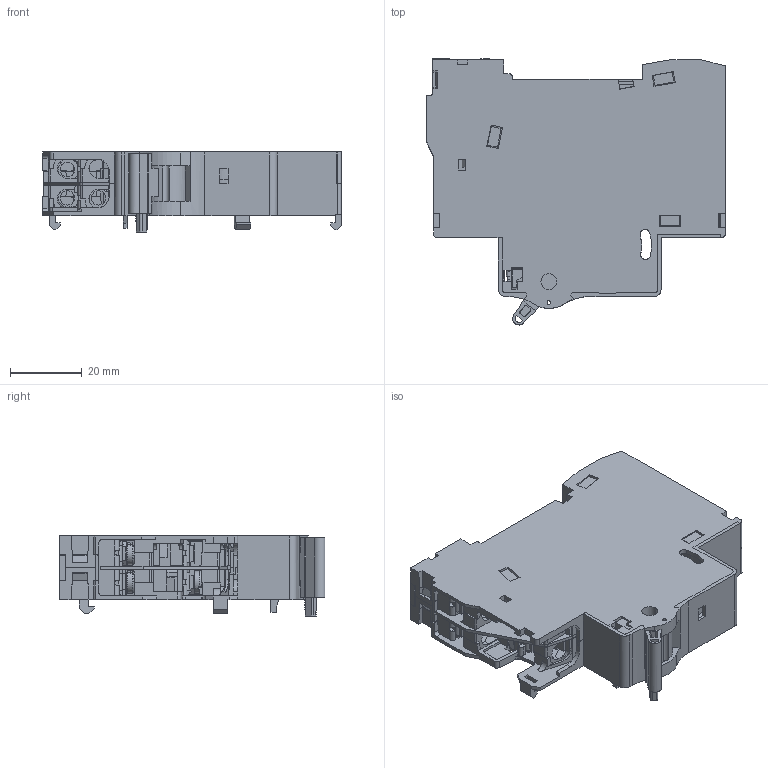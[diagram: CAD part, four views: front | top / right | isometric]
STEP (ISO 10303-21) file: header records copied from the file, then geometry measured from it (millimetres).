
FILE_DESCRIPTION (( 'STEP AP214' ), '1' );
FILE_NAME ('MX+OF2.STEP', '2018-04-28T05:16:36', ( '' ), ( '' ), 'SwSTEP 2.0', 'SolidWorks 2011', '' );
FILE_SCHEMA (( 'AUTOMOTIVE_DESIGN' ));
Length unit declared in the file: centimetre
Products named in the file (1): MX+OF2
Bounding box: 83.2 x 74.09 x 22.3 mm (x, y, z)
Surface area: 28029.9 mm2 (no closed solid volume)
Topology: 0 solids, 28 shells, 621 faces, 3059 edges, 2394 vertices
Faces by surface type: plane 476, cylinder 133, cone 7, torus 3, bspline 2
Entity records: 40888 total; most frequent: CARTESIAN_POINT 11793, ORIENTED_EDGE 4421, DIRECTION 3751, EDGE_CURVE 3059, VERTEX_POINT 2394, LINE 2105, VECTOR 2105, AXIS2_PLACEMENT_3D 823
